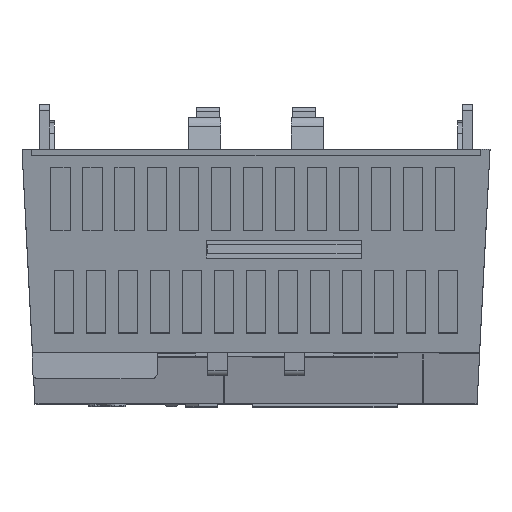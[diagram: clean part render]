
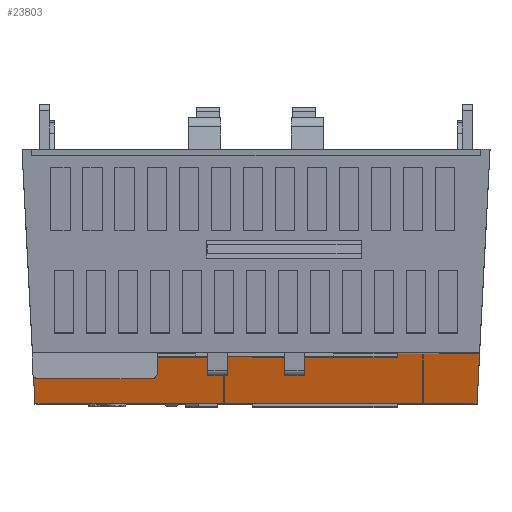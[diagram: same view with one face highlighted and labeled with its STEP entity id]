
A CAD part, top view. The second image highlights one B-rep face of the part: STEP entity #23803.
In plain terms, the highlighted planar face has unit normal (0, -0.259, 0.966).
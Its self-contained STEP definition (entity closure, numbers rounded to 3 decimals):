
#8771=EDGE_CURVE('',#9381,#19629,#24742,.T.);
#9381=VERTEX_POINT('',#25425);
#9427=EDGE_CURVE('',#14131,#12467,#25478,.T.);
#9855=VERTEX_POINT('',#25943);
#10013=EDGE_CURVE('',#19251,#11957,#26115,.T.);
#11723=EDGE_CURVE('',#19579,#9381,#27986,.T.);
#11839=EDGE_CURVE('',#20541,#23787,#28111,.T.);
#11957=VERTEX_POINT('',#28243);
#12123=EDGE_CURVE('',#22073,#13929,#28426,.T.);
#12467=VERTEX_POINT('',#28800);
#12919=EDGE_CURVE('',#11957,#19579,#29300,.T.);
#13929=VERTEX_POINT('',#30416);
#14131=VERTEX_POINT('',#30642);
#15573=EDGE_CURVE('',#13929,#14131,#32244,.T.);
#17823=EDGE_CURVE('',#12467,#9855,#34730,.T.);
#19251=VERTEX_POINT('',#36278);
#19579=VERTEX_POINT('',#36641);
#19629=VERTEX_POINT('',#36695);
#20541=VERTEX_POINT('',#37696);
#22073=VERTEX_POINT('',#39377);
#22137=EDGE_CURVE('',#9855,#19251,#39447,.T.);
#22319=EDGE_CURVE('',#20541,#19629,#39645,.T.);
#22487=EDGE_CURVE('',#23787,#22073,#39823,.T.);
#23787=VERTEX_POINT('',#41253);
#23803=ADVANCED_FACE('',(#41270),#41271,.T.);
#24742=LINE('',#42556,#42557);
#25425=CARTESIAN_POINT('',(70.975,-39.487,28.029));
#25478=LINE('',#43606,#43607);
#25943=CARTESIAN_POINT('',(62.5,-39.487,28.029));
#26115=LINE('',#44514,#44515);
#27986=LINE('',#47184,#47185);
#28111=LINE('',#47371,#47372);
#28243=CARTESIAN_POINT('',(62.6,-31.767,30.098));
#28426=LINE('',#47831,#47832);
#28800=CARTESIAN_POINT('',(31.6,-39.487,28.029));
#29300=LINE('',#49077,#49078);
#30416=CARTESIAN_POINT('',(31.5,-31.767,30.098));
#30642=CARTESIAN_POINT('',(31.6,-31.767,30.098));
#32244=LINE('',#53284,#53285);
#34730=LINE('',#56860,#56861);
#36278=CARTESIAN_POINT('',(62.5,-31.767,30.098));
#36641=CARTESIAN_POINT('',(62.6,-39.487,28.029));
#36695=CARTESIAN_POINT('',(71.371,-31.76,30.1));
#37696=CARTESIAN_POINT('',(1.629,-31.76,30.1));
#39377=CARTESIAN_POINT('',(31.5,-39.487,28.029));
#39447=LINE('',#63657,#63658);
#39645=LINE('',#63938,#63939);
#39823=LINE('',#64187,#64188);
#41253=CARTESIAN_POINT('',(2.025,-39.487,28.029));
#41270=FACE_OUTER_BOUND('',#66287,.T.);
#41271=PLANE('',#66288);
#42556=CARTESIAN_POINT('',(69.803,-62.342,21.905));
#42557=VECTOR('',#67245,1.0);
#43606=CARTESIAN_POINT('',(31.6,-35.627,29.064));
#43607=VECTOR('',#68019,1.0);
#44514=CARTESIAN_POINT('',(26.404,-31.767,30.098));
#44515=VECTOR('',#68674,1.0);
#47184=CARTESIAN_POINT('',(0.0,-39.487,28.029));
#47185=VECTOR('',#70655,1.0);
#47371=CARTESIAN_POINT('',(1.737,-33.862,29.537));
#47372=VECTOR('',#70786,1.0);
#47831=CARTESIAN_POINT('',(31.5,-40.614,27.727));
#47832=VECTOR('',#71123,1.0);
#49077=CARTESIAN_POINT('',(62.6,-35.614,29.067));
#49078=VECTOR('',#71960,1.0);
#53284=CARTESIAN_POINT('',(26.404,-31.767,30.098));
#53285=VECTOR('',#75117,1.0);
#56860=CARTESIAN_POINT('',(0.0,-39.487,28.029));
#56861=VECTOR('',#77630,1.0);
#63657=CARTESIAN_POINT('',(62.5,-36.564,28.813));
#63658=VECTOR('',#82327,1.0);
#63938=CARTESIAN_POINT('',(0.0,-31.76,30.1));
#63939=VECTOR('',#82509,1.0);
#64187=CARTESIAN_POINT('',(0.0,-39.487,28.029));
#64188=VECTOR('',#82723,1.0);
#66287=EDGE_LOOP('',(#84176,#84177,#84178,#84179,#84180,#84181,#84182,#84183,#84184,#84185,#84186,#84187));
#66288=AXIS2_PLACEMENT_3D('',#84188,#84189,#84190);
#67245=DIRECTION('',(0.049,0.965,0.259));
#68019=DIRECTION('',(0.0,-0.966,-0.259));
#68674=DIRECTION('',(1.0,0.0,0.0));
#70655=DIRECTION('',(1.0,0.0,0.0));
#70786=DIRECTION('',(0.049,-0.965,-0.259));
#71123=DIRECTION('',(0.0,0.966,0.259));
#71960=DIRECTION('',(0.0,-0.966,-0.259));
#75117=DIRECTION('',(1.0,0.0,0.0));
#77630=DIRECTION('',(1.0,0.0,0.0));
#82327=DIRECTION('',(0.0,0.966,0.259));
#82509=DIRECTION('',(1.0,0.0,0.0));
#82723=DIRECTION('',(1.0,0.0,0.0));
#84176=ORIENTED_EDGE('',*,*,#12919,.T.);
#84177=ORIENTED_EDGE('',*,*,#11723,.T.);
#84178=ORIENTED_EDGE('',*,*,#8771,.T.);
#84179=ORIENTED_EDGE('',*,*,#22319,.F.);
#84180=ORIENTED_EDGE('',*,*,#11839,.T.);
#84181=ORIENTED_EDGE('',*,*,#22487,.T.);
#84182=ORIENTED_EDGE('',*,*,#12123,.T.);
#84183=ORIENTED_EDGE('',*,*,#15573,.T.);
#84184=ORIENTED_EDGE('',*,*,#9427,.T.);
#84185=ORIENTED_EDGE('',*,*,#17823,.T.);
#84186=ORIENTED_EDGE('',*,*,#22137,.T.);
#84187=ORIENTED_EDGE('',*,*,#10013,.T.);
#84188=CARTESIAN_POINT('',(0.0,-39.487,28.029));
#84189=DIRECTION('',(0.0,-0.259,0.966));
#84190=DIRECTION('',(0.0,-0.966,-0.259));
